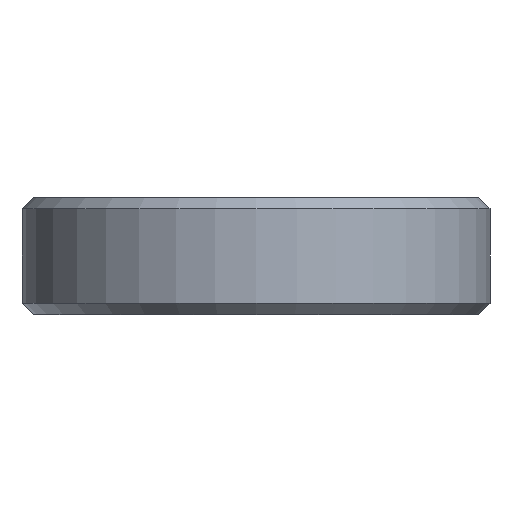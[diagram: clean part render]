
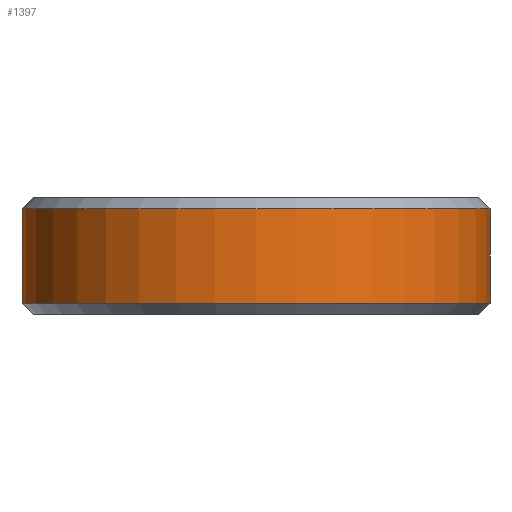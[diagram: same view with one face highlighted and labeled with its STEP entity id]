
A CAD part, left-side view. The second image highlights one B-rep face of the part: STEP entity #1397.
In plain terms, the highlighted cylindrical face has radius 6.25 mm (diameter 12.5 mm), a partial arc.
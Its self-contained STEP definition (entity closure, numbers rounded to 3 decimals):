
#144 = VERTEX_POINT('',#145);
#145 = CARTESIAN_POINT('',(0.,-6.25,0.3));
#161 = CONICAL_SURFACE('',#162,6.25,0.785);
#162 = AXIS2_PLACEMENT_3D('',#163,#164,#165);
#163 = CARTESIAN_POINT('',(0.,0.,0.3));
#164 = DIRECTION('',(0.,0.,1.));
#165 = DIRECTION('',(0.,1.,0.));
#187 = PLANE('',#188);
#188 = AXIS2_PLACEMENT_3D('',#189,#190,#191);
#189 = CARTESIAN_POINT('',(200.,-6.25,0.));
#190 = DIRECTION('',(0.,-1.,0.));
#191 = DIRECTION('',(-1.,0.,0.));
#290 = PLANE('',#291);
#291 = AXIS2_PLACEMENT_3D('',#292,#293,#294);
#292 = CARTESIAN_POINT('',(200.,6.25,0.));
#293 = DIRECTION('',(0.,-1.,0.));
#294 = DIRECTION('',(-1.,0.,0.));
#694 = VERTEX_POINT('',#695);
#695 = CARTESIAN_POINT('',(0.,6.25,0.3));
#742 = EDGE_CURVE('',#694,#144,#743,.T.);
#743 = SURFACE_CURVE('',#744,(#749,#756),.PCURVE_S1.);
#744 = CIRCLE('',#745,6.25);
#745 = AXIS2_PLACEMENT_3D('',#746,#747,#748);
#746 = CARTESIAN_POINT('',(0.,0.,0.3));
#747 = DIRECTION('',(0.,-0.,1.));
#748 = DIRECTION('',(0.,1.,0.));
#749 = PCURVE('',#161,#750);
#750 = DEFINITIONAL_REPRESENTATION('',(#751),#755);
#751 = LINE('',#752,#753);
#752 = CARTESIAN_POINT('',(0.,-0.));
#753 = VECTOR('',#754,1.);
#754 = DIRECTION('',(1.,-0.));
#755 = ( GEOMETRIC_REPRESENTATION_CONTEXT(2) 
PARAMETRIC_REPRESENTATION_CONTEXT() REPRESENTATION_CONTEXT('2D SPACE',''
  ) );
#756 = PCURVE('',#757,#762);
#757 = CYLINDRICAL_SURFACE('',#758,6.25);
#758 = AXIS2_PLACEMENT_3D('',#759,#760,#761);
#759 = CARTESIAN_POINT('',(0.,0.,0.));
#760 = DIRECTION('',(-0.,-0.,-1.));
#761 = DIRECTION('',(1.,0.,0.));
#762 = DEFINITIONAL_REPRESENTATION('',(#763),#767);
#763 = LINE('',#764,#765);
#764 = CARTESIAN_POINT('',(-1.571,-0.3));
#765 = VECTOR('',#766,1.);
#766 = DIRECTION('',(-1.,0.));
#767 = ( GEOMETRIC_REPRESENTATION_CONTEXT(2) 
PARAMETRIC_REPRESENTATION_CONTEXT() REPRESENTATION_CONTEXT('2D SPACE',''
  ) );
#776 = VERTEX_POINT('',#777);
#777 = CARTESIAN_POINT('',(0.,-6.25,2.825));
#803 = EDGE_CURVE('',#144,#776,#804,.T.);
#804 = SURFACE_CURVE('',#805,(#809,#816),.PCURVE_S1.);
#805 = LINE('',#806,#807);
#806 = CARTESIAN_POINT('',(0.,-6.25,0.));
#807 = VECTOR('',#808,1.);
#808 = DIRECTION('',(0.,0.,1.));
#809 = PCURVE('',#187,#810);
#810 = DEFINITIONAL_REPRESENTATION('',(#811),#815);
#811 = LINE('',#812,#813);
#812 = CARTESIAN_POINT('',(200.,0.));
#813 = VECTOR('',#814,1.);
#814 = DIRECTION('',(0.,-1.));
#815 = ( GEOMETRIC_REPRESENTATION_CONTEXT(2) 
PARAMETRIC_REPRESENTATION_CONTEXT() REPRESENTATION_CONTEXT('2D SPACE',''
  ) );
#816 = PCURVE('',#757,#817);
#817 = DEFINITIONAL_REPRESENTATION('',(#818),#822);
#818 = LINE('',#819,#820);
#819 = CARTESIAN_POINT('',(-4.712,0.));
#820 = VECTOR('',#821,1.);
#821 = DIRECTION('',(-0.,-1.));
#822 = ( GEOMETRIC_REPRESENTATION_CONTEXT(2) 
PARAMETRIC_REPRESENTATION_CONTEXT() REPRESENTATION_CONTEXT('2D SPACE',''
  ) );
#912 = VERTEX_POINT('',#913);
#913 = CARTESIAN_POINT('',(0.,6.25,2.825));
#934 = EDGE_CURVE('',#694,#912,#935,.T.);
#935 = SURFACE_CURVE('',#936,(#940,#947),.PCURVE_S1.);
#936 = LINE('',#937,#938);
#937 = CARTESIAN_POINT('',(0.,6.25,0.));
#938 = VECTOR('',#939,1.);
#939 = DIRECTION('',(0.,0.,1.));
#940 = PCURVE('',#290,#941);
#941 = DEFINITIONAL_REPRESENTATION('',(#942),#946);
#942 = LINE('',#943,#944);
#943 = CARTESIAN_POINT('',(200.,0.));
#944 = VECTOR('',#945,1.);
#945 = DIRECTION('',(0.,-1.));
#946 = ( GEOMETRIC_REPRESENTATION_CONTEXT(2) 
PARAMETRIC_REPRESENTATION_CONTEXT() REPRESENTATION_CONTEXT('2D SPACE',''
  ) );
#947 = PCURVE('',#757,#948);
#948 = DEFINITIONAL_REPRESENTATION('',(#949),#953);
#949 = LINE('',#950,#951);
#950 = CARTESIAN_POINT('',(-1.571,0.));
#951 = VECTOR('',#952,1.);
#952 = DIRECTION('',(-0.,-1.));
#953 = ( GEOMETRIC_REPRESENTATION_CONTEXT(2) 
PARAMETRIC_REPRESENTATION_CONTEXT() REPRESENTATION_CONTEXT('2D SPACE',''
  ) );
#1397 = ADVANCED_FACE('',(#1398),#757,.T.);
#1398 = FACE_BOUND('',#1399,.F.);
#1399 = EDGE_LOOP('',(#1400,#1401,#1428,#1429));
#1400 = ORIENTED_EDGE('',*,*,#934,.T.);
#1401 = ORIENTED_EDGE('',*,*,#1402,.T.);
#1402 = EDGE_CURVE('',#912,#776,#1403,.T.);
#1403 = SURFACE_CURVE('',#1404,(#1409,#1416),.PCURVE_S1.);
#1404 = CIRCLE('',#1405,6.25);
#1405 = AXIS2_PLACEMENT_3D('',#1406,#1407,#1408);
#1406 = CARTESIAN_POINT('',(0.,0.,2.825));
#1407 = DIRECTION('',(0.,-0.,1.));
#1408 = DIRECTION('',(0.,1.,0.));
#1409 = PCURVE('',#757,#1410);
#1410 = DEFINITIONAL_REPRESENTATION('',(#1411),#1415);
#1411 = LINE('',#1412,#1413);
#1412 = CARTESIAN_POINT('',(-1.571,-2.825));
#1413 = VECTOR('',#1414,1.);
#1414 = DIRECTION('',(-1.,0.));
#1415 = ( GEOMETRIC_REPRESENTATION_CONTEXT(2) 
PARAMETRIC_REPRESENTATION_CONTEXT() REPRESENTATION_CONTEXT('2D SPACE',''
  ) );
#1416 = PCURVE('',#1417,#1422);
#1417 = CONICAL_SURFACE('',#1418,6.25,0.785);
#1418 = AXIS2_PLACEMENT_3D('',#1419,#1420,#1421);
#1419 = CARTESIAN_POINT('',(0.,0.,2.825));
#1420 = DIRECTION('',(-0.,-0.,-1.));
#1421 = DIRECTION('',(0.,1.,0.));
#1422 = DEFINITIONAL_REPRESENTATION('',(#1423),#1427);
#1423 = LINE('',#1424,#1425);
#1424 = CARTESIAN_POINT('',(-0.,-0.));
#1425 = VECTOR('',#1426,1.);
#1426 = DIRECTION('',(-1.,-0.));
#1427 = ( GEOMETRIC_REPRESENTATION_CONTEXT(2) 
PARAMETRIC_REPRESENTATION_CONTEXT() REPRESENTATION_CONTEXT('2D SPACE',''
  ) );
#1428 = ORIENTED_EDGE('',*,*,#803,.F.);
#1429 = ORIENTED_EDGE('',*,*,#742,.F.);
